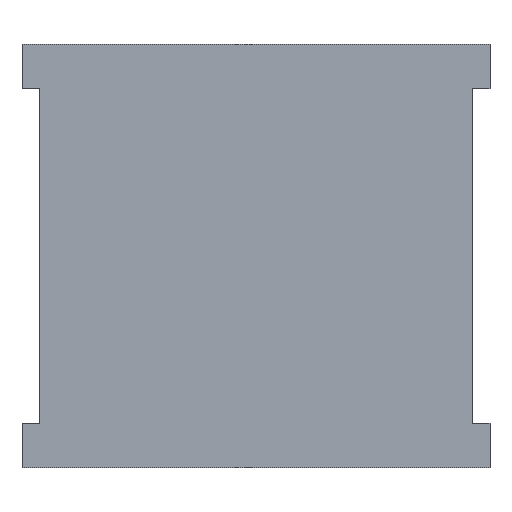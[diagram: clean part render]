
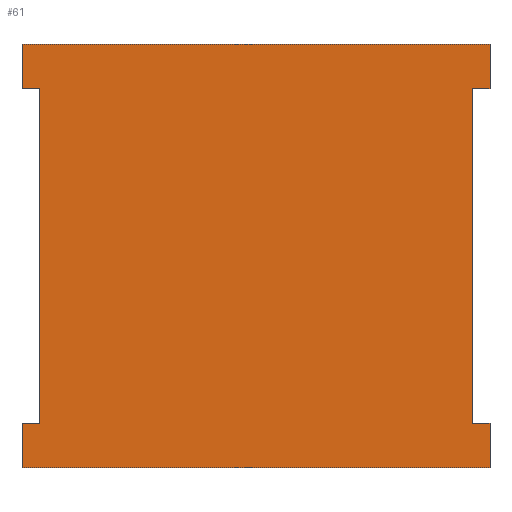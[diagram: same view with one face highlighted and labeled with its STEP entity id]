
A CAD part, front view. The second image highlights one B-rep face of the part: STEP entity #61.
In plain terms, the highlighted planar face has unit normal (0, -1, 0).
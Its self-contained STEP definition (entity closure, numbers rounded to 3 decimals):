
#61=ADVANCED_FACE('NONE',(#130),#131,.T.);
#130=FACE_OUTER_BOUND('',#235,.T.);
#131=PLANE('',#236);
#235=EDGE_LOOP('',(#723,#724,#725,#726,#727,#728,#729,#730,#731,#732,#733,#734));
#236=AXIS2_PLACEMENT_3D('',#735,#736,#737);
#723=ORIENTED_EDGE('',*,*,#1037,.T.);
#724=ORIENTED_EDGE('',*,*,#1038,.T.);
#725=ORIENTED_EDGE('',*,*,#1039,.T.);
#726=ORIENTED_EDGE('',*,*,#1040,.F.);
#727=ORIENTED_EDGE('',*,*,#1041,.F.);
#728=ORIENTED_EDGE('',*,*,#1007,.F.);
#729=ORIENTED_EDGE('',*,*,#1036,.F.);
#730=ORIENTED_EDGE('',*,*,#1012,.F.);
#731=ORIENTED_EDGE('',*,*,#1042,.F.);
#732=ORIENTED_EDGE('',*,*,#1043,.T.);
#733=ORIENTED_EDGE('',*,*,#1044,.T.);
#734=ORIENTED_EDGE('',*,*,#1045,.T.);
#735=CARTESIAN_POINT('',(0.0,-10.5,9.5));
#736=DIRECTION('',(0.0,-1.0,0.0));
#737=DIRECTION('',(0.0,0.0,-1.0));
#1007=EDGE_CURVE('NONE',#1168,#1170,#1171,.T.);
#1012=EDGE_CURVE('NONE',#1177,#1179,#1180,.T.);
#1036=EDGE_CURVE('NONE',#1179,#1168,#1221,.T.);
#1037=EDGE_CURVE('NONE',#1222,#1223,#1224,.T.);
#1038=EDGE_CURVE('NONE',#1223,#1225,#1226,.T.);
#1039=EDGE_CURVE('NONE',#1225,#1227,#1228,.T.);
#1040=EDGE_CURVE('NONE',#1229,#1227,#1230,.T.);
#1041=EDGE_CURVE('NONE',#1170,#1229,#1231,.T.);
#1042=EDGE_CURVE('NONE',#1232,#1177,#1233,.T.);
#1043=EDGE_CURVE('NONE',#1232,#1234,#1235,.T.);
#1044=EDGE_CURVE('NONE',#1234,#1236,#1237,.T.);
#1045=EDGE_CURVE('NONE',#1236,#1222,#1238,.T.);
#1168=VERTEX_POINT('NONE',#1414);
#1170=VERTEX_POINT('NONE',#1417);
#1171=LINE('',#1418,#1419);
#1177=VERTEX_POINT('NONE',#1428);
#1179=VERTEX_POINT('NONE',#1431);
#1180=LINE('',#1432,#1433);
#1221=LINE('',#1554,#1555);
#1222=VERTEX_POINT('NONE',#1556);
#1223=VERTEX_POINT('NONE',#1557);
#1224=LINE('',#1558,#1559);
#1225=VERTEX_POINT('NONE',#1560);
#1226=LINE('',#1561,#1562);
#1227=VERTEX_POINT('NONE',#1563);
#1228=LINE('',#1564,#1565);
#1229=VERTEX_POINT('NONE',#1566);
#1230=LINE('',#1567,#1568);
#1231=LINE('',#1569,#1570);
#1232=VERTEX_POINT('NONE',#1571);
#1233=LINE('',#1572,#1573);
#1234=VERTEX_POINT('NONE',#1574);
#1235=LINE('',#1575,#1576);
#1236=VERTEX_POINT('NONE',#1577);
#1237=LINE('',#1578,#1579);
#1238=LINE('',#1580,#1581);
#1414=CARTESIAN_POINT('',(20.2,-10.5,-7.5));
#1417=CARTESIAN_POINT('',(21.0,-10.5,-7.5));
#1418=CARTESIAN_POINT('',(21.0,-10.5,-7.5));
#1419=VECTOR('',#1949,1000.0);
#1428=CARTESIAN_POINT('',(21.0,-10.5,7.5));
#1431=CARTESIAN_POINT('',(20.2,-10.5,7.5));
#1432=CARTESIAN_POINT('',(19.7,-10.5,7.5));
#1433=VECTOR('',#1954,1000.0);
#1554=CARTESIAN_POINT('',(20.2,-10.5,1.75));
#1555=VECTOR('',#1977,1000.0);
#1556=CARTESIAN_POINT('',(0.8,-10.5,7.5));
#1557=CARTESIAN_POINT('',(0.8,-10.5,-7.5));
#1558=CARTESIAN_POINT('',(0.8,-10.5,1.75));
#1559=VECTOR('',#1978,1000.0);
#1560=CARTESIAN_POINT('',(0.,-10.5,-7.5));
#1561=CARTESIAN_POINT('',(0.,-10.5,-7.5));
#1562=VECTOR('',#1979,1000.0);
#1563=CARTESIAN_POINT('',(0.0,-10.5,-9.5));
#1564=CARTESIAN_POINT('',(0.0,-10.5,9.5));
#1565=VECTOR('',#1980,1000.0);
#1566=CARTESIAN_POINT('',(21.0,-10.5,-9.5));
#1567=CARTESIAN_POINT('',(0.0,-10.5,-9.5));
#1568=VECTOR('',#1981,1000.0);
#1569=CARTESIAN_POINT('',(21.0,-10.5,9.5));
#1570=VECTOR('',#1982,1000.0);
#1571=CARTESIAN_POINT('',(21.0,-10.5,9.5));
#1572=CARTESIAN_POINT('',(21.0,-10.5,9.5));
#1573=VECTOR('',#1983,1000.0);
#1574=CARTESIAN_POINT('',(0.0,-10.5,9.5));
#1575=CARTESIAN_POINT('',(0.0,-10.5,9.5));
#1576=VECTOR('',#1984,1000.0);
#1577=CARTESIAN_POINT('',(0.,-10.5,7.5));
#1578=CARTESIAN_POINT('',(0.0,-10.5,9.5));
#1579=VECTOR('',#1985,1000.0);
#1580=CARTESIAN_POINT('',(1.3,-10.5,7.5));
#1581=VECTOR('',#1986,1000.0);
#1949=DIRECTION('',(1.0,0.,0.));
#1954=DIRECTION('',(-1.0,0.,0.));
#1977=DIRECTION('',(0.,0.,-1.0));
#1978=DIRECTION('',(0.,0.0,-1.0));
#1979=DIRECTION('',(-1.0,0.0,0.));
#1980=DIRECTION('',(-0.0,-0.0,-1.0));
#1981=DIRECTION('',(-1.0,0.0,-0.0));
#1982=DIRECTION('',(-0.0,-0.0,-1.0));
#1983=DIRECTION('',(-0.0,-0.0,-1.0));
#1984=DIRECTION('',(-1.0,0.0,-0.0));
#1985=DIRECTION('',(-0.0,-0.0,-1.0));
#1986=DIRECTION('',(1.0,0.0,0.));
